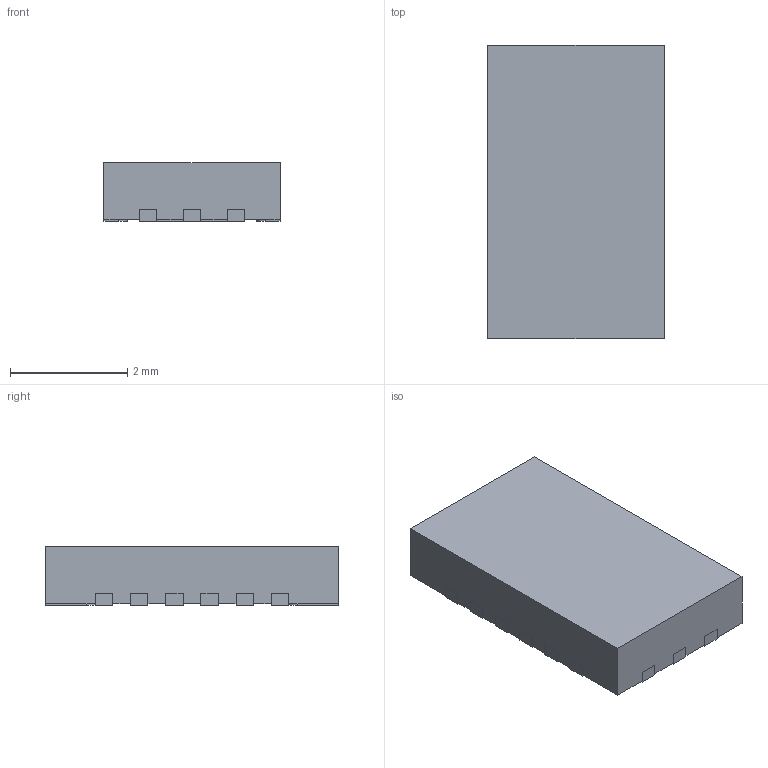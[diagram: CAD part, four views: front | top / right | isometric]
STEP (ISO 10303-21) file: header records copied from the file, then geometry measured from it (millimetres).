
FILE_DESCRIPTION((''),'2;1');
FILE_NAME('REL0014B_ASM','2022-05-04T13:06:23',('a0412086'),(''),'CREO PARAMETRIC BY PTC INC, 2018500','CREO PARAMETRIC BY PTC INC, 2018500','');
FILE_SCHEMA(('CONFIG_CONTROL_DESIGN','SHAPE_APPEARANCE_LAYERS_GROUPS'));
Length unit declared in the file: millimetre
Products named in the file (4): FRAME; BODY; PIN1_AREA; REL0014B_ASM
Assembly tree (3 placements, depth 2):
  REL0014B_ASM
    FRAME
    BODY
    PIN1_AREA
Bounding box: 3 x 5 x 1 mm (x, y, z)
Volume: 14.7 mm3; surface area: 62.2 mm2
Topology: 15 solids, 15 shells, 234 faces, 612 edges, 408 vertices
Faces by surface type: plane 178, cylinder 56
Entity records: 9337 total; most frequent: CARTESIAN_POINT 1261, ORIENTED_EDGE 1224, DIRECTION 1206, PRESENTATION_STYLE_ASSIGNMENT 645, STYLED_ITEM 627, CURVE_STYLE 612, EDGE_CURVE 612, VECTOR 500
